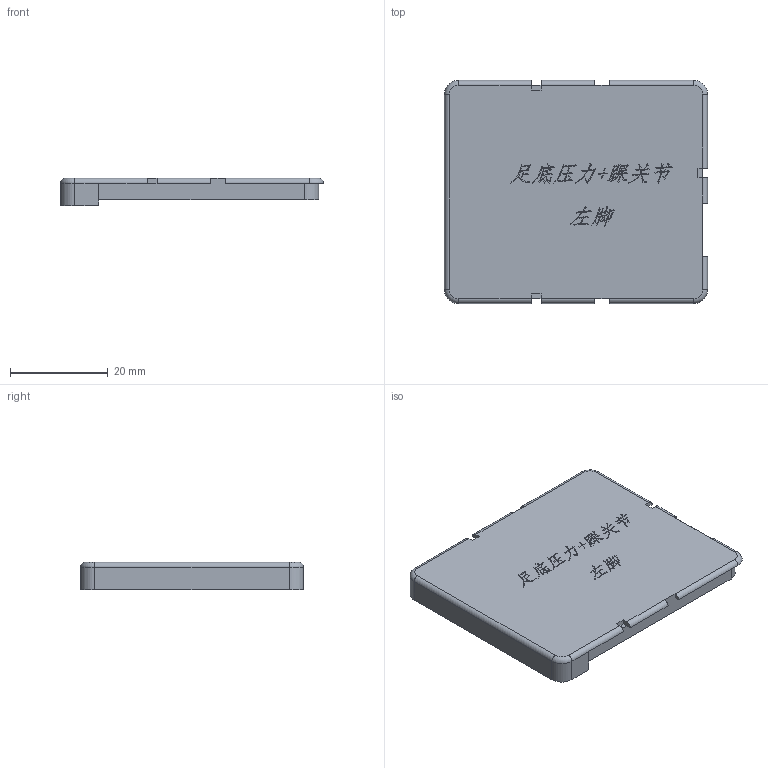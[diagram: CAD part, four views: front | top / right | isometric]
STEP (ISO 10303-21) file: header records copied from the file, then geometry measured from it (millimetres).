
FILE_DESCRIPTION(/* description */ (''),/* implementation_level */ '2;1');
FILE_NAME(/* name */ '足底外壳-盖-V2.0-左.step',/* time_stamp */ '2022-07-05T10:38:20+08:00',/* author */ (''),/* organization */ (''),/* preprocessor_version */ 'ST-DEVELOPER v19',/* originating_system */ 'Autodesk Translation Framework v11.7.0.108',/* authorisation */ '');
FILE_SCHEMA (('AUTOMOTIVE_DESIGN { 1 0 10303 214 3 1 1 }'));
Length unit declared in the file: millimetre
Products named in the file (1): 足底外壳-盖-V2.0-左
Bounding box: 53.96 x 45.76 x 5.6 mm (x, y, z)
Volume: 3806 mm3; surface area: 6604.4 mm2
Topology: 1 solids, 1 shells, 555 faces, 1560 edges, 1034 vertices
Faces by surface type: plane 328, bspline 206, cylinder 17, torus 4
Entity records: 19628 total; most frequent: CARTESIAN_POINT 6652, ORIENTED_EDGE 3120, DIRECTION 1893, EDGE_CURVE 1560, LINE 1103, VECTOR 1103, VERTEX_POINT 1034, EDGE_LOOP 582
